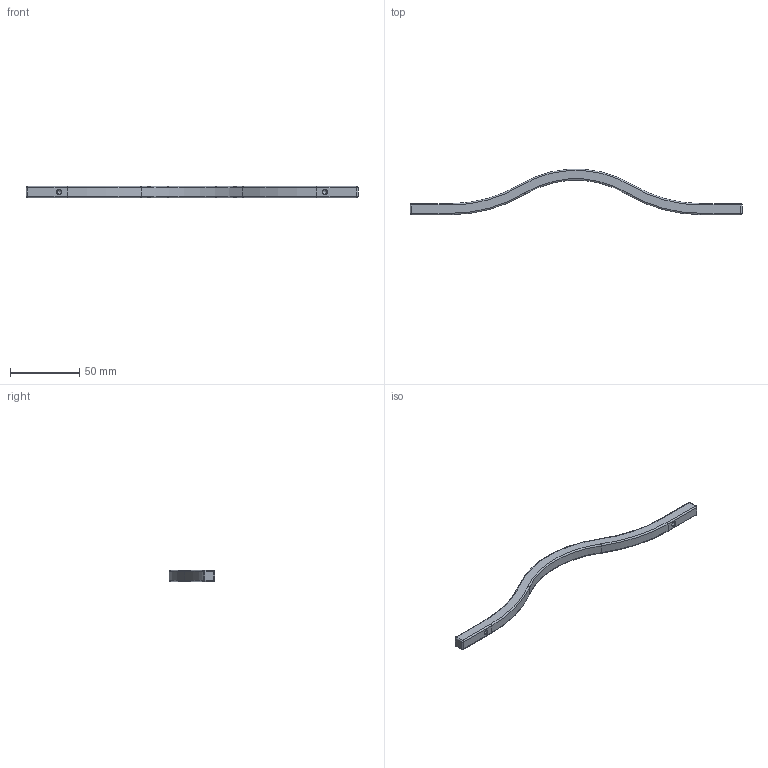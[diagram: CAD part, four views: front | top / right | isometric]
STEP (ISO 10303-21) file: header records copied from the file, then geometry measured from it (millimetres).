
FILE_DESCRIPTION(/* description */ (''),/* implementation_level */ '2;1');
FILE_NAME(/* name */ '0452_00_192.stp',/* time_stamp */ '2023-01-02T15:08:23+01:00',/* author */ ('jferrer'),/* organization */ (''),/* preprocessor_version */ 'ST-DEVELOPER v18.1',/* originating_system */ 'Autodesk Inventor 2022',/* authorisation */ '');
FILE_SCHEMA (('CONFIG_CONTROL_DESIGN'));
Length unit declared in the file: millimetre
Products named in the file (1): marta
Bounding box: 240 x 32.76 x 8 mm (x, y, z)
Volume: 15627.1 mm3; surface area: 7743.6 mm2
Topology: 1 solids, 1 shells, 56 faces, 118 edges, 64 vertices
Faces by surface type: cylinder 24, torus 12, sphere 8, plane 8, cone 4
Full cylindrical faces by diameter (mm): 3.242 x2
Entity records: 1511 total; most frequent: DIRECTION 300, CARTESIAN_POINT 237, ORIENTED_EDGE 232, AXIS2_PLACEMENT_3D 127, EDGE_CURVE 116, CIRCLE 70, VERTEX_POINT 64, EDGE_LOOP 58
